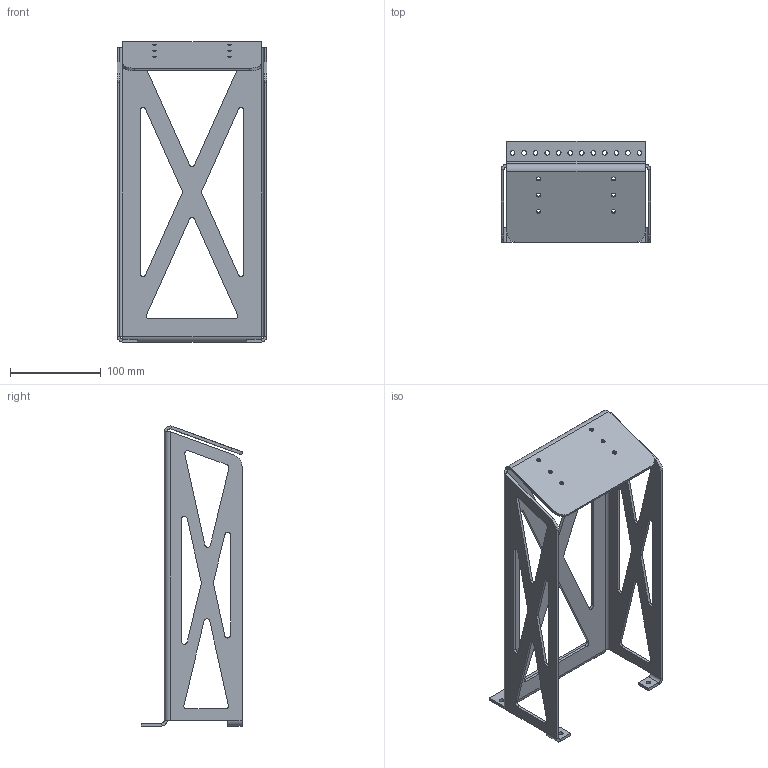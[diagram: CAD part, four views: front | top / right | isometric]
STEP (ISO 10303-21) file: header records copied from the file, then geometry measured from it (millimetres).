
FILE_DESCRIPTION(/* description */ (''),/* implementation_level */ '2;1');
FILE_NAME(/* name */ 'feeder_front_support.stp',/* time_stamp */ '2025-03-09T18:18:04-04:00',/* author */ ('Owen L'),/* organization */ (''),/* preprocessor_version */ 'ST-DEVELOPER v20',/* originating_system */ 'Autodesk Inventor 2024',/* authorisation */ '');
FILE_SCHEMA (('AUTOMOTIVE_DESIGN { 1 0 10303 214 3 1 1 }'));
Length unit declared in the file: inch
Products named in the file (1): feeder_front_support
Bounding box: 165.1 x 111.92 x 330.66 mm (x, y, z)
Volume: 256478.7 mm3; surface area: 178840.9 mm2
Topology: 1 solids, 1 shells, 148 faces, 398 edges, 252 vertices
Faces by surface type: plane 76, cylinder 72
Full cylindrical faces by diameter (mm): 4.5 x6, 5.105 x14
Entity records: 4799 total; most frequent: DIRECTION 840, CARTESIAN_POINT 799, ORIENTED_EDGE 796, EDGE_CURVE 398, AXIS2_PLACEMENT_3D 293, LINE 254, VECTOR 254, VERTEX_POINT 252
